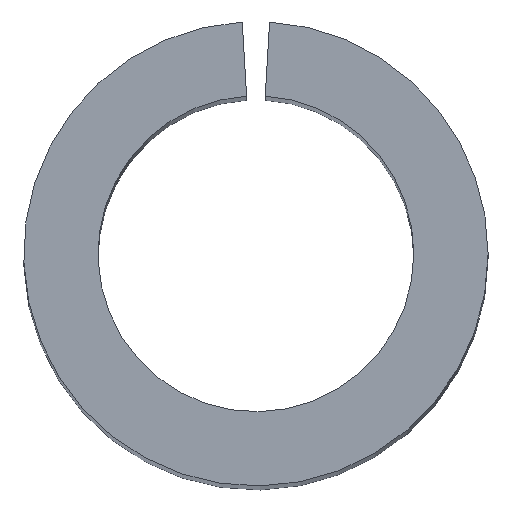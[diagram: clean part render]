
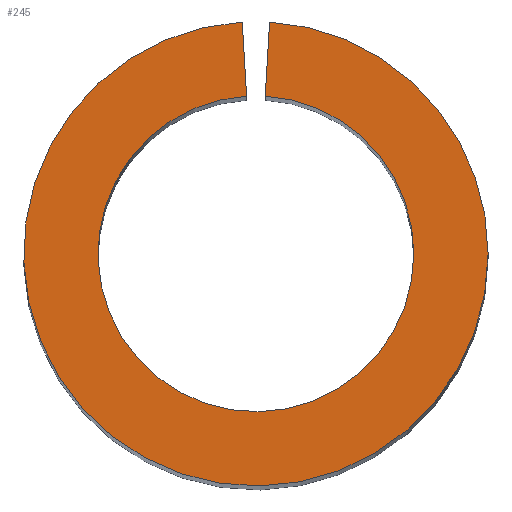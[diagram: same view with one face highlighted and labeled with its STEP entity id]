
A CAD part, top view. The second image highlights one B-rep face of the part: STEP entity #245.
In plain terms, the highlighted planar face has unit normal (0, 0, 1).
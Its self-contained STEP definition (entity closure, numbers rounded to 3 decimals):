
#62=AXIS2_PLACEMENT_3D('Circle Axis2P3D',#60,#61,$) ;
#124=AXIS2_PLACEMENT_3D('Circle Axis2P3D',#122,#123,$) ;
#155=AXIS2_PLACEMENT_3D('Circle Axis2P3D',#153,#154,$) ;
#208=AXIS2_PLACEMENT_3D('Circle Axis2P3D',#206,#207,$) ;
#235=AXIS2_PLACEMENT_3D('Plane Axis2P3D',#232,#233,#234) ;
#43=CARTESIAN_POINT('Vertex',(5.,2.5,25.)) ;
#57=CARTESIAN_POINT('Vertex',(2.647,4.996,25.)) ;
#60=CARTESIAN_POINT('Axis2P3D Location',(2.5,2.5,25.)) ;
#88=CARTESIAN_POINT('Vertex',(2.6,4.197,25.)) ;
#91=CARTESIAN_POINT('Line Origine',(2.624,4.596,25.)) ;
#119=CARTESIAN_POINT('Vertex',(4.2,2.5,25.)) ;
#122=CARTESIAN_POINT('Axis2P3D Location',(2.5,2.5,25.)) ;
#150=CARTESIAN_POINT('Vertex',(2.4,4.197,25.)) ;
#153=CARTESIAN_POINT('Axis2P3D Location',(2.5,2.5,25.)) ;
#181=CARTESIAN_POINT('Vertex',(2.353,4.996,25.)) ;
#184=CARTESIAN_POINT('Line Origine',(2.376,4.596,25.)) ;
#206=CARTESIAN_POINT('Axis2P3D Location',(2.5,2.5,25.)) ;
#232=CARTESIAN_POINT('Axis2P3D Location',(2.5,2.5,25.)) ;
#61=DIRECTION('Axis2P3D Direction',(0.,0.,1.)) ;
#92=DIRECTION('Vector Direction',(0.059,0.998,0.)) ;
#123=DIRECTION('Axis2P3D Direction',(0.,0.,1.)) ;
#154=DIRECTION('Axis2P3D Direction',(0.,0.,1.)) ;
#185=DIRECTION('Vector Direction',(-0.059,0.998,0.)) ;
#207=DIRECTION('Axis2P3D Direction',(0.,0.,1.)) ;
#233=DIRECTION('Axis2P3D Direction',(0.,0.,1.)) ;
#234=DIRECTION('Axis2P3D XDirection',(1.,0.,0.)) ;
#93=VECTOR('Line Direction',#92,1.) ;
#186=VECTOR('Line Direction',#185,1.) ;
#238=ORIENTED_EDGE('',*,*,#64,.T.) ;
#239=ORIENTED_EDGE('',*,*,#95,.T.) ;
#240=ORIENTED_EDGE('',*,*,#126,.T.) ;
#241=ORIENTED_EDGE('',*,*,#157,.T.) ;
#242=ORIENTED_EDGE('',*,*,#188,.T.) ;
#243=ORIENTED_EDGE('',*,*,#210,.T.) ;
#245=ADVANCED_FACE('Hauptkoerper',(#244),#236,.T.) ;
#63=CIRCLE('generated circle',#62,2.5) ;
#125=CIRCLE('generated circle',#124,1.7) ;
#156=CIRCLE('generated circle',#155,1.7) ;
#209=CIRCLE('generated circle',#208,2.5) ;
#64=EDGE_CURVE('',#44,#58,#63,.T.) ;
#95=EDGE_CURVE('',#58,#89,#94,.F.) ;
#126=EDGE_CURVE('',#89,#120,#125,.F.) ;
#157=EDGE_CURVE('',#120,#151,#156,.F.) ;
#188=EDGE_CURVE('',#151,#182,#187,.T.) ;
#210=EDGE_CURVE('',#182,#44,#209,.T.) ;
#237=EDGE_LOOP('',(#238,#239,#240,#241,#242,#243)) ;
#244=FACE_OUTER_BOUND('',#237,.T.) ;
#94=LINE('Line',#91,#93) ;
#187=LINE('Line',#184,#186) ;
#236=PLANE('',#235) ;
#44=VERTEX_POINT('',#43) ;
#58=VERTEX_POINT('',#57) ;
#89=VERTEX_POINT('',#88) ;
#120=VERTEX_POINT('',#119) ;
#151=VERTEX_POINT('',#150) ;
#182=VERTEX_POINT('',#181) ;
